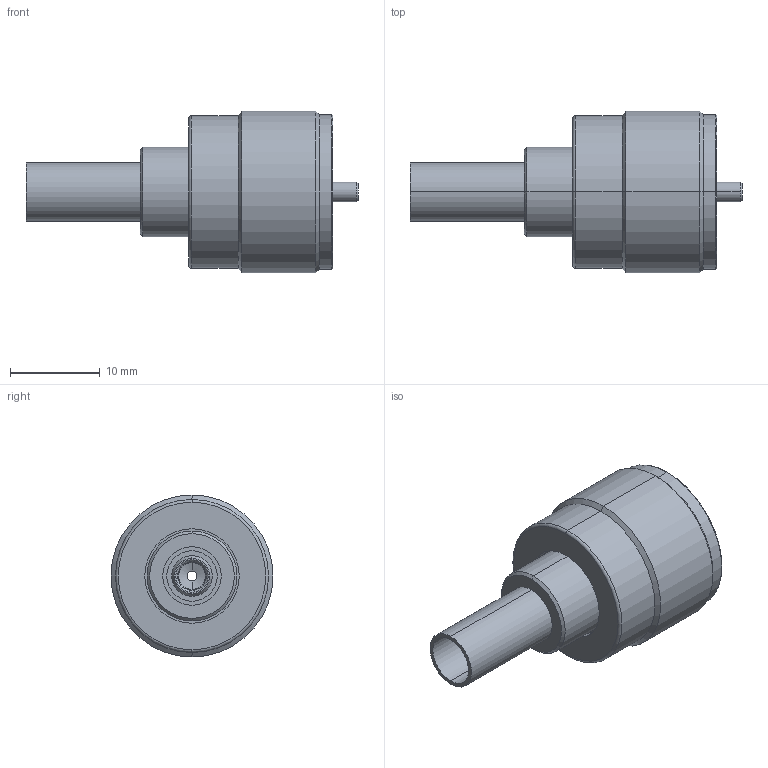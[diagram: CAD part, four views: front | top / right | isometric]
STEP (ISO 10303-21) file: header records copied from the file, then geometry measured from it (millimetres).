
FILE_DESCRIPTION (( 'STEP AP214' ), '1' );
FILE_NAME ('AUM-1700_3D.step', '2025-12-29T23:56:14', ( '' ), ( '' ), 'SwSTEP 2.0', 'SolidWorks 2025', '' );
FILE_SCHEMA (( 'AUTOMOTIVE_DESIGN' ));
Length unit declared in the file: inch
Products named in the file (4): AUM-1700-MA1; AUM-1700-MA2; AUM-1700_3D; AUM-1700-MA3
Assembly tree (3 placements, depth 2):
  AUM-1700_3D
    AUM-1700-MA1
    AUM-1700-MA2
    AUM-1700-MA3
Bounding box: 36.9 x 18 x 18 mm (x, y, z)
Volume: 2301.8 mm3; surface area: 4434.2 mm2
Topology: 3 solids, 3 shells, 138 faces, 276 edges, 156 vertices
Faces by surface type: cone 72, cylinder 46, plane 18, torus 2
Entity records: 3693 total; most frequent: DIRECTION 722, CARTESIAN_POINT 576, ORIENTED_EDGE 552, AXIS2_PLACEMENT_3D 302, EDGE_CURVE 276, CIRCLE 158, EDGE_LOOP 156, VERTEX_POINT 156
